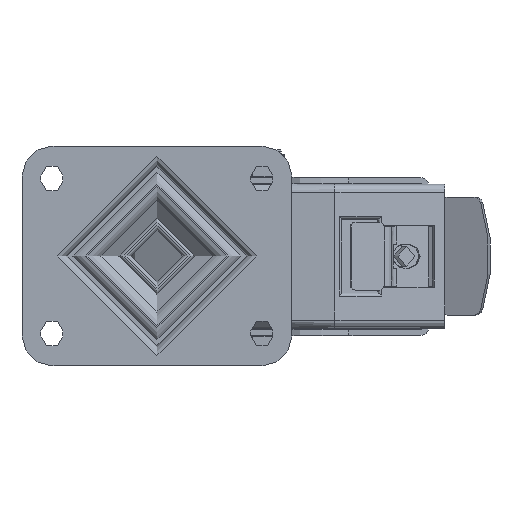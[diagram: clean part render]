
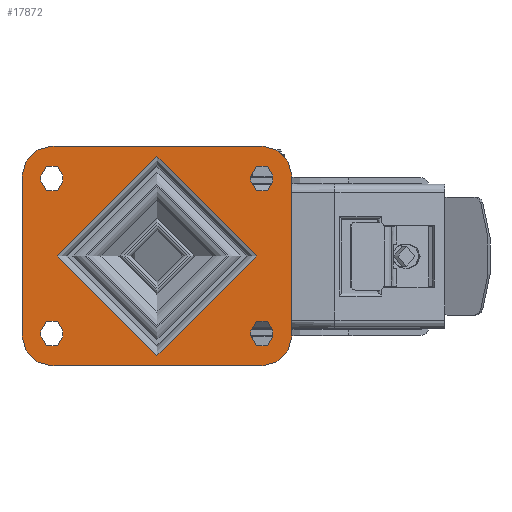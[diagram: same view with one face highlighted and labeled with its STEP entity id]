
A CAD part, top view. The second image highlights one B-rep face of the part: STEP entity #17872.
In plain terms, the highlighted planar face has unit normal (0, 0, 1).
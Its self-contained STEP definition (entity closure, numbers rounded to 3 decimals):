
#1193=FACE_BOUND('',#6056,.T.);
#1194=FACE_BOUND('',#6057,.T.);
#1195=FACE_BOUND('',#6058,.T.);
#1196=FACE_BOUND('',#6059,.T.);
#1197=FACE_BOUND('',#6060,.T.);
#1317=PLANE('',#19210);
#1828=LINE('',#25511,#3277);
#1829=LINE('',#25515,#3278);
#1830=LINE('',#25519,#3279);
#1831=LINE('',#25522,#3280);
#1832=LINE('',#25525,#3281);
#1833=LINE('',#25529,#3282);
#1834=LINE('',#25533,#3283);
#1835=LINE('',#25537,#3284);
#1836=LINE('',#25541,#3285);
#1837=LINE('',#25545,#3286);
#1838=LINE('',#25549,#3287);
#1839=LINE('',#25553,#3288);
#3277=VECTOR('',#20901,1000.);
#3278=VECTOR('',#20904,1000.);
#3279=VECTOR('',#20907,1000.);
#3280=VECTOR('',#20910,1000.);
#3281=VECTOR('',#20911,1000.);
#3282=VECTOR('',#20914,1000.);
#3283=VECTOR('',#20917,1000.);
#3284=VECTOR('',#20920,1000.);
#3285=VECTOR('',#20923,1000.);
#3286=VECTOR('',#20926,1000.);
#3287=VECTOR('',#20929,1000.);
#3288=VECTOR('',#20932,1000.);
#5006=FACE_OUTER_BOUND('',#6055,.T.);
#6055=EDGE_LOOP('',(#12451,#12452,#12453,#12454,#12455,#12456,#12457,#12458));
#6056=EDGE_LOOP('',(#12459));
#6057=EDGE_LOOP('',(#12460,#12461,#12462,#12463));
#6058=EDGE_LOOP('',(#12464,#12465,#12466,#12467));
#6059=EDGE_LOOP('',(#12468,#12469,#12470,#12471));
#6060=EDGE_LOOP('',(#12472,#12473,#12474,#12475));
#7269=CIRCLE('',#19201,49.975);
#7274=CIRCLE('',#19211,15.);
#7275=CIRCLE('',#19212,15.);
#7276=CIRCLE('',#19213,15.);
#7277=CIRCLE('',#19214,15.);
#7278=CIRCLE('',#19215,5.5);
#7279=CIRCLE('',#19216,5.5);
#7280=CIRCLE('',#19217,5.5);
#7281=CIRCLE('',#19218,5.5);
#7282=CIRCLE('',#19219,5.5);
#7283=CIRCLE('',#19220,5.5);
#7284=CIRCLE('',#19221,5.5);
#7285=CIRCLE('',#19222,5.5);
#7894=VERTEX_POINT('',#25493);
#7897=VERTEX_POINT('',#25507);
#7898=VERTEX_POINT('',#25508);
#7899=VERTEX_POINT('',#25510);
#7900=VERTEX_POINT('',#25512);
#7901=VERTEX_POINT('',#25514);
#7902=VERTEX_POINT('',#25516);
#7903=VERTEX_POINT('',#25518);
#7904=VERTEX_POINT('',#25520);
#7905=VERTEX_POINT('',#25523);
#7906=VERTEX_POINT('',#25524);
#7907=VERTEX_POINT('',#25526);
#7908=VERTEX_POINT('',#25528);
#7909=VERTEX_POINT('',#25531);
#7910=VERTEX_POINT('',#25532);
#7911=VERTEX_POINT('',#25534);
#7912=VERTEX_POINT('',#25536);
#7913=VERTEX_POINT('',#25539);
#7914=VERTEX_POINT('',#25540);
#7915=VERTEX_POINT('',#25542);
#7916=VERTEX_POINT('',#25544);
#7917=VERTEX_POINT('',#25547);
#7918=VERTEX_POINT('',#25548);
#7919=VERTEX_POINT('',#25550);
#7920=VERTEX_POINT('',#25552);
#9687=EDGE_CURVE('',#7894,#7894,#7269,.T.);
#9692=EDGE_CURVE('',#7897,#7898,#7274,.T.);
#9693=EDGE_CURVE('',#7899,#7898,#1828,.T.);
#9694=EDGE_CURVE('',#7900,#7899,#7275,.T.);
#9695=EDGE_CURVE('',#7901,#7900,#1829,.T.);
#9696=EDGE_CURVE('',#7902,#7901,#7276,.T.);
#9697=EDGE_CURVE('',#7903,#7902,#1830,.T.);
#9698=EDGE_CURVE('',#7903,#7904,#7277,.T.);
#9699=EDGE_CURVE('',#7897,#7904,#1831,.T.);
#9700=EDGE_CURVE('',#7905,#7906,#1832,.T.);
#9701=EDGE_CURVE('',#7906,#7907,#7278,.T.);
#9702=EDGE_CURVE('',#7907,#7908,#1833,.T.);
#9703=EDGE_CURVE('',#7908,#7905,#7279,.T.);
#9704=EDGE_CURVE('',#7909,#7910,#1834,.T.);
#9705=EDGE_CURVE('',#7910,#7911,#7280,.T.);
#9706=EDGE_CURVE('',#7911,#7912,#1835,.T.);
#9707=EDGE_CURVE('',#7912,#7909,#7281,.T.);
#9708=EDGE_CURVE('',#7913,#7914,#1836,.T.);
#9709=EDGE_CURVE('',#7914,#7915,#7282,.T.);
#9710=EDGE_CURVE('',#7915,#7916,#1837,.T.);
#9711=EDGE_CURVE('',#7916,#7913,#7283,.T.);
#9712=EDGE_CURVE('',#7917,#7918,#1838,.T.);
#9713=EDGE_CURVE('',#7918,#7919,#7284,.T.);
#9714=EDGE_CURVE('',#7919,#7920,#1839,.T.);
#9715=EDGE_CURVE('',#7920,#7917,#7285,.T.);
#12451=ORIENTED_EDGE('',*,*,#9692,.T.);
#12452=ORIENTED_EDGE('',*,*,#9693,.F.);
#12453=ORIENTED_EDGE('',*,*,#9694,.F.);
#12454=ORIENTED_EDGE('',*,*,#9695,.F.);
#12455=ORIENTED_EDGE('',*,*,#9696,.F.);
#12456=ORIENTED_EDGE('',*,*,#9697,.F.);
#12457=ORIENTED_EDGE('',*,*,#9698,.T.);
#12458=ORIENTED_EDGE('',*,*,#9699,.F.);
#12459=ORIENTED_EDGE('',*,*,#9687,.F.);
#12460=ORIENTED_EDGE('',*,*,#9700,.T.);
#12461=ORIENTED_EDGE('',*,*,#9701,.T.);
#12462=ORIENTED_EDGE('',*,*,#9702,.T.);
#12463=ORIENTED_EDGE('',*,*,#9703,.T.);
#12464=ORIENTED_EDGE('',*,*,#9704,.T.);
#12465=ORIENTED_EDGE('',*,*,#9705,.T.);
#12466=ORIENTED_EDGE('',*,*,#9706,.T.);
#12467=ORIENTED_EDGE('',*,*,#9707,.T.);
#12468=ORIENTED_EDGE('',*,*,#9708,.T.);
#12469=ORIENTED_EDGE('',*,*,#9709,.T.);
#12470=ORIENTED_EDGE('',*,*,#9710,.T.);
#12471=ORIENTED_EDGE('',*,*,#9711,.T.);
#12472=ORIENTED_EDGE('',*,*,#9712,.T.);
#12473=ORIENTED_EDGE('',*,*,#9713,.T.);
#12474=ORIENTED_EDGE('',*,*,#9714,.T.);
#12475=ORIENTED_EDGE('',*,*,#9715,.T.);
#17872=ADVANCED_FACE('',(#5006,#1193,#1194,#1195,#1196,#1197),#1317,.T.);
#19201=AXIS2_PLACEMENT_3D('',#25495,#20879,#20880);
#19210=AXIS2_PLACEMENT_3D('',#25506,#20897,#20898);
#19211=AXIS2_PLACEMENT_3D('',#25509,#20899,#20900);
#19212=AXIS2_PLACEMENT_3D('',#25513,#20902,#20903);
#19213=AXIS2_PLACEMENT_3D('',#25517,#20905,#20906);
#19214=AXIS2_PLACEMENT_3D('',#25521,#20908,#20909);
#19215=AXIS2_PLACEMENT_3D('',#25527,#20912,#20913);
#19216=AXIS2_PLACEMENT_3D('',#25530,#20915,#20916);
#19217=AXIS2_PLACEMENT_3D('',#25535,#20918,#20919);
#19218=AXIS2_PLACEMENT_3D('',#25538,#20921,#20922);
#19219=AXIS2_PLACEMENT_3D('',#25543,#20924,#20925);
#19220=AXIS2_PLACEMENT_3D('',#25546,#20927,#20928);
#19221=AXIS2_PLACEMENT_3D('',#25551,#20930,#20931);
#19222=AXIS2_PLACEMENT_3D('',#25554,#20933,#20934);
#20879=DIRECTION('center_axis',(0.,0.,1.));
#20880=DIRECTION('ref_axis',(-1.,0.,0.));
#20897=DIRECTION('center_axis',(0.,0.,1.));
#20898=DIRECTION('ref_axis',(1.,0.,0.));
#20899=DIRECTION('center_axis',(0.,0.,1.));
#20900=DIRECTION('ref_axis',(-1.,0.,0.));
#20901=DIRECTION('',(-1.,0.,0.));
#20902=DIRECTION('center_axis',(0.,0.,-1.));
#20903=DIRECTION('ref_axis',(1.,0.,0.));
#20904=DIRECTION('',(0.,-1.,0.));
#20905=DIRECTION('center_axis',(0.,0.,-1.));
#20906=DIRECTION('ref_axis',(0.,1.,0.));
#20907=DIRECTION('',(1.,0.,0.));
#20908=DIRECTION('center_axis',(0.,0.,1.));
#20909=DIRECTION('ref_axis',(0.,1.,0.));
#20910=DIRECTION('',(0.,1.,0.));
#20911=DIRECTION('',(0.,1.,0.));
#20912=DIRECTION('center_axis',(0.,0.,-1.));
#20913=DIRECTION('ref_axis',(-1.,0.,0.));
#20914=DIRECTION('',(0.,-1.,0.));
#20915=DIRECTION('center_axis',(0.,0.,-1.));
#20916=DIRECTION('ref_axis',(-1.,0.,0.));
#20917=DIRECTION('',(0.,-1.,0.));
#20918=DIRECTION('center_axis',(0.,0.,-1.));
#20919=DIRECTION('ref_axis',(-1.,0.,0.));
#20920=DIRECTION('',(0.,1.,0.));
#20921=DIRECTION('center_axis',(0.,0.,-1.));
#20922=DIRECTION('ref_axis',(-1.,0.,0.));
#20923=DIRECTION('',(0.,1.,0.));
#20924=DIRECTION('center_axis',(0.,0.,-1.));
#20925=DIRECTION('ref_axis',(1.,0.,0.));
#20926=DIRECTION('',(0.,-1.,0.));
#20927=DIRECTION('center_axis',(0.,0.,-1.));
#20928=DIRECTION('ref_axis',(1.,0.,0.));
#20929=DIRECTION('',(0.,-1.,0.));
#20930=DIRECTION('center_axis',(0.,0.,-1.));
#20931=DIRECTION('ref_axis',(1.,0.,0.));
#20932=DIRECTION('',(0.,1.,0.));
#20933=DIRECTION('center_axis',(0.,0.,-1.));
#20934=DIRECTION('ref_axis',(1.,0.,0.));
#25493=CARTESIAN_POINT('',(49.975,0.,0.));
#25495=CARTESIAN_POINT('Origin',(0.,0.,0.));
#25506=CARTESIAN_POINT('Origin',(0.,0.,0.));
#25507=CARTESIAN_POINT('',(-67.5,-40.,0.));
#25508=CARTESIAN_POINT('',(-52.5,-55.,0.));
#25509=CARTESIAN_POINT('Origin',(-52.5,-40.,0.));
#25510=CARTESIAN_POINT('',(52.5,-55.,0.));
#25511=CARTESIAN_POINT('',(52.5,-55.,0.));
#25512=CARTESIAN_POINT('',(67.5,-40.,0.));
#25513=CARTESIAN_POINT('Origin',(52.5,-40.,0.));
#25514=CARTESIAN_POINT('',(67.5,40.,0.));
#25515=CARTESIAN_POINT('',(67.5,40.,0.));
#25516=CARTESIAN_POINT('',(52.5,55.,0.));
#25517=CARTESIAN_POINT('Origin',(52.5,40.,0.));
#25518=CARTESIAN_POINT('',(-52.5,55.,0.));
#25519=CARTESIAN_POINT('',(-52.5,55.,0.));
#25520=CARTESIAN_POINT('',(-67.5,40.,0.));
#25521=CARTESIAN_POINT('Origin',(-52.5,40.,0.));
#25522=CARTESIAN_POINT('',(-67.5,-40.,0.));
#25523=CARTESIAN_POINT('',(47.,-40.,0.));
#25524=CARTESIAN_POINT('',(47.,-37.5,0.));
#25525=CARTESIAN_POINT('',(47.,-37.5,0.));
#25526=CARTESIAN_POINT('',(58.,-37.5,0.));
#25527=CARTESIAN_POINT('Origin',(52.5,-37.5,0.));
#25528=CARTESIAN_POINT('',(58.,-40.,0.));
#25529=CARTESIAN_POINT('',(58.,-37.5,0.));
#25530=CARTESIAN_POINT('Origin',(52.5,-40.,0.));
#25531=CARTESIAN_POINT('',(58.,40.,0.));
#25532=CARTESIAN_POINT('',(58.,37.5,0.));
#25533=CARTESIAN_POINT('',(58.,37.5,0.));
#25534=CARTESIAN_POINT('',(47.,37.5,0.));
#25535=CARTESIAN_POINT('Origin',(52.5,37.5,0.));
#25536=CARTESIAN_POINT('',(47.,40.,0.));
#25537=CARTESIAN_POINT('',(47.,37.5,0.));
#25538=CARTESIAN_POINT('Origin',(52.5,40.,0.));
#25539=CARTESIAN_POINT('',(-58.,-40.,0.));
#25540=CARTESIAN_POINT('',(-58.,-37.5,0.));
#25541=CARTESIAN_POINT('',(-58.,-37.5,0.));
#25542=CARTESIAN_POINT('',(-47.,-37.5,0.));
#25543=CARTESIAN_POINT('Origin',(-52.5,-37.5,0.));
#25544=CARTESIAN_POINT('',(-47.,-40.,0.));
#25545=CARTESIAN_POINT('',(-47.,-37.5,0.));
#25546=CARTESIAN_POINT('Origin',(-52.5,-40.,0.));
#25547=CARTESIAN_POINT('',(-47.,40.,0.));
#25548=CARTESIAN_POINT('',(-47.,37.5,0.));
#25549=CARTESIAN_POINT('',(-47.,37.5,0.));
#25550=CARTESIAN_POINT('',(-58.,37.5,0.));
#25551=CARTESIAN_POINT('Origin',(-52.5,37.5,0.));
#25552=CARTESIAN_POINT('',(-58.,40.,0.));
#25553=CARTESIAN_POINT('',(-58.,37.5,0.));
#25554=CARTESIAN_POINT('Origin',(-52.5,40.,0.));
